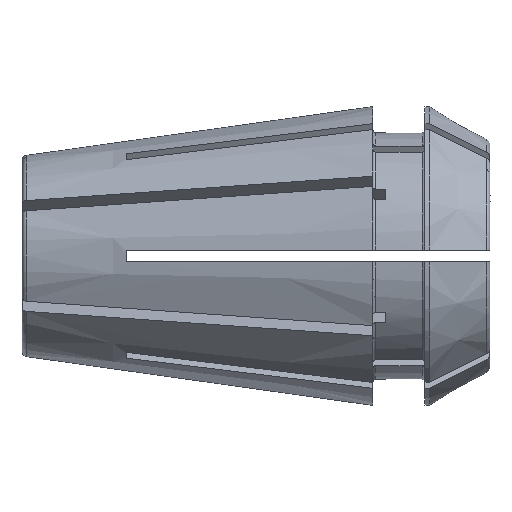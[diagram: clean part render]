
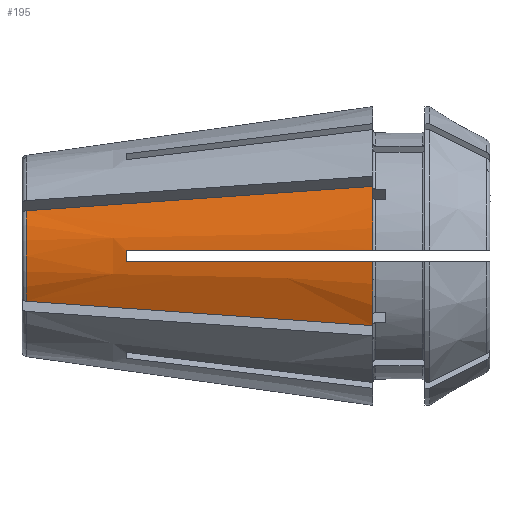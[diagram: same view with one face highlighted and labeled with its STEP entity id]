
A CAD part, front view. The second image highlights one B-rep face of the part: STEP entity #195.
In plain terms, the highlighted conical face has half-angle 8 degrees and reference radius 5.718 mm.
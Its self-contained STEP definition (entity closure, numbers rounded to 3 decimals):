
#195 = ADVANCED_FACE( '', ( #533 ), #534, .T. );
#533 = FACE_OUTER_BOUND( '', #1012, .T. );
#534 = CONICAL_SURFACE( '', #1013, 5.718, 0.14 );
#1012 = EDGE_LOOP( '', ( #1524, #1525, #1526, #1527, #1528, #1529, #1530, #1531 ) );
#1013 = AXIS2_PLACEMENT_3D( '', #1532, #1533, #1534 );
#1524 = ORIENTED_EDGE( '', *, *, #3043, .F. );
#1525 = ORIENTED_EDGE( '', *, *, #3044, .F. );
#1526 = ORIENTED_EDGE( '', *, *, #3045, .T. );
#1527 = ORIENTED_EDGE( '', *, *, #3046, .T. );
#1528 = ORIENTED_EDGE( '', *, *, #3047, .F. );
#1529 = ORIENTED_EDGE( '', *, *, #3048, .T. );
#1530 = ORIENTED_EDGE( '', *, *, #3049, .T. );
#1531 = ORIENTED_EDGE( '', *, *, #3050, .T. );
#1532 = CARTESIAN_POINT( '', ( -0.228, 0., 0. ) );
#1533 = DIRECTION( '', ( 1., 0., 0. ) );
#1534 = DIRECTION( '', ( 0., 0., -1. ) );
#3043 = EDGE_CURVE( '', #3688, #3689, #3690, .T. );
#3044 = EDGE_CURVE( '', #3691, #3688, #3692, .T. );
#3045 = EDGE_CURVE( '', #3691, #3693, #3694, .T. );
#3046 = EDGE_CURVE( '', #3693, #3695, #3696, .T. );
#3047 = EDGE_CURVE( '', #3697, #3695, #3698, .T. );
#3048 = EDGE_CURVE( '', #3697, #3699, #3700, .T. );
#3049 = EDGE_CURVE( '', #3699, #3701, #3702, .T. );
#3050 = EDGE_CURVE( '', #3701, #3689, #3703, .T. );
#3688 = VERTEX_POINT( '', #4664 );
#3689 = VERTEX_POINT( '', #4665 );
#3690 = B_SPLINE_CURVE_WITH_KNOTS( '', 3, ( #4666, #4667, #4668, #4669, #4670, #4671, #4672 ), .UNSPECIFIED., .F., .F., ( 4, 3, 4 ), ( 0., 0.007, 0.013 ), .UNSPECIFIED. );
#3691 = VERTEX_POINT( '', #4673 );
#3692 = CIRCLE( '', #4674, 3.877 );
#3693 = VERTEX_POINT( '', #4675 );
#3694 = B_SPLINE_CURVE_WITH_KNOTS( '', 3, ( #4676, #4677, #4678, #4679, #4680, #4681, #4682 ), .UNSPECIFIED., .F., .F., ( 4, 3, 4 ), ( 0., 0.007, 0.013 ), .UNSPECIFIED. );
#3695 = VERTEX_POINT( '', #4683 );
#3696 = CIRCLE( '', #4684, 5.75 );
#3697 = VERTEX_POINT( '', #4685 );
#3698 = B_SPLINE_CURVE_WITH_KNOTS( '', 3, ( #4686, #4687, #4688, #4689, #4690, #4691, #4692, #4693, #4694, #4695 ), .UNSPECIFIED., .F., .F., ( 4, 3, 3, 4 ), ( 0.007, 0.008, 0.016, 0.016 ), .UNSPECIFIED. );
#3699 = VERTEX_POINT( '', #4696 );
#3700 = CIRCLE( '', #4697, 4.415 );
#3701 = VERTEX_POINT( '', #4698 );
#3702 = B_SPLINE_CURVE_WITH_KNOTS( '', 3, ( #4699, #4700, #4701, #4702, #4703, #4704, #4705, #4706, #4707, #4708 ), .UNSPECIFIED., .F., .F., ( 4, 3, 3, 4 ), ( 0.007, 0.008, 0.016, 0.016 ), .UNSPECIFIED. );
#3703 = CIRCLE( '', #4709, 5.75 );
#4664 = CARTESIAN_POINT( '', ( -13.328, -3.464, 1.74 ) );
#4665 = CARTESIAN_POINT( '', ( 0., -5.088, 2.678 ) );
#4666 = CARTESIAN_POINT( '', ( -13.328, -3.464, 1.74 ) );
#4667 = CARTESIAN_POINT( '', ( -11.081, -3.738, 1.898 ) );
#4668 = CARTESIAN_POINT( '', ( -8.835, -4.012, 2.057 ) );
#4669 = CARTESIAN_POINT( '', ( -6.588, -4.286, 2.215 ) );
#4670 = CARTESIAN_POINT( '', ( -4.392, -4.553, 2.369 ) );
#4671 = CARTESIAN_POINT( '', ( -2.196, -4.821, 2.524 ) );
#4672 = CARTESIAN_POINT( '', ( 0., -5.088, 2.678 ) );
#4673 = CARTESIAN_POINT( '', ( -13.328, -3.464, -1.74 ) );
#4674 = AXIS2_PLACEMENT_3D( '', #6780, #6781, #6782 );
#4675 = CARTESIAN_POINT( '', ( 0., -5.088, -2.678 ) );
#4676 = CARTESIAN_POINT( '', ( -13.328, -3.464, -1.74 ) );
#4677 = CARTESIAN_POINT( '', ( -11.081, -3.738, -1.898 ) );
#4678 = CARTESIAN_POINT( '', ( -8.835, -4.012, -2.057 ) );
#4679 = CARTESIAN_POINT( '', ( -6.588, -4.286, -2.215 ) );
#4680 = CARTESIAN_POINT( '', ( -4.392, -4.553, -2.369 ) );
#4681 = CARTESIAN_POINT( '', ( -2.196, -4.821, -2.524 ) );
#4682 = CARTESIAN_POINT( '', ( 0., -5.088, -2.678 ) );
#4683 = CARTESIAN_POINT( '', ( 0., -5.746, -0.225 ) );
#4684 = AXIS2_PLACEMENT_3D( '', #6783, #6784, #6785 );
#4685 = CARTESIAN_POINT( '', ( -9.5, -4.409, -0.225 ) );
#4686 = CARTESIAN_POINT( '', ( -9.5, -4.409, -0.225 ) );
#4687 = CARTESIAN_POINT( '', ( -9.114, -4.463, -0.225 ) );
#4688 = CARTESIAN_POINT( '', ( -8.727, -4.518, -0.225 ) );
#4689 = CARTESIAN_POINT( '', ( -8.341, -4.572, -0.225 ) );
#4690 = CARTESIAN_POINT( '', ( -5.688, -4.945, -0.225 ) );
#4691 = CARTESIAN_POINT( '', ( -3.035, -5.319, -0.225 ) );
#4692 = CARTESIAN_POINT( '', ( -0.383, -5.692, -0.225 ) );
#4693 = CARTESIAN_POINT( '', ( -0.255, -5.71, -0.225 ) );
#4694 = CARTESIAN_POINT( '', ( -0.128, -5.728, -0.225 ) );
#4695 = CARTESIAN_POINT( '', ( 0., -5.746, -0.225 ) );
#4696 = CARTESIAN_POINT( '', ( -9.5, -4.409, 0.225 ) );
#4697 = AXIS2_PLACEMENT_3D( '', #6786, #6787, #6788 );
#4698 = CARTESIAN_POINT( '', ( 0., -5.746, 0.225 ) );
#4699 = CARTESIAN_POINT( '', ( -9.5, -4.409, 0.225 ) );
#4700 = CARTESIAN_POINT( '', ( -9.114, -4.463, 0.225 ) );
#4701 = CARTESIAN_POINT( '', ( -8.727, -4.518, 0.225 ) );
#4702 = CARTESIAN_POINT( '', ( -8.341, -4.572, 0.225 ) );
#4703 = CARTESIAN_POINT( '', ( -5.688, -4.945, 0.225 ) );
#4704 = CARTESIAN_POINT( '', ( -3.035, -5.319, 0.225 ) );
#4705 = CARTESIAN_POINT( '', ( -0.383, -5.692, 0.225 ) );
#4706 = CARTESIAN_POINT( '', ( -0.255, -5.71, 0.225 ) );
#4707 = CARTESIAN_POINT( '', ( -0.128, -5.728, 0.225 ) );
#4708 = CARTESIAN_POINT( '', ( 0., -5.746, 0.225 ) );
#4709 = AXIS2_PLACEMENT_3D( '', #6789, #6790, #6791 );
#6780 = CARTESIAN_POINT( '', ( -13.328, 0., 0. ) );
#6781 = DIRECTION( '', ( -1., 0., 0. ) );
#6782 = DIRECTION( '', ( 0., 0., 1. ) );
#6783 = CARTESIAN_POINT( '', ( 0., 0., 0. ) );
#6784 = DIRECTION( '', ( -1., 0., 0. ) );
#6785 = DIRECTION( '', ( 0., 0., 1. ) );
#6786 = CARTESIAN_POINT( '', ( -9.5, 0., 0. ) );
#6787 = DIRECTION( '', ( -1., 0., 0. ) );
#6788 = DIRECTION( '', ( 0., 0., 1. ) );
#6789 = CARTESIAN_POINT( '', ( 0., 0., 0. ) );
#6790 = DIRECTION( '', ( -1., 0., 0. ) );
#6791 = DIRECTION( '', ( 0., 0., 1. ) );
